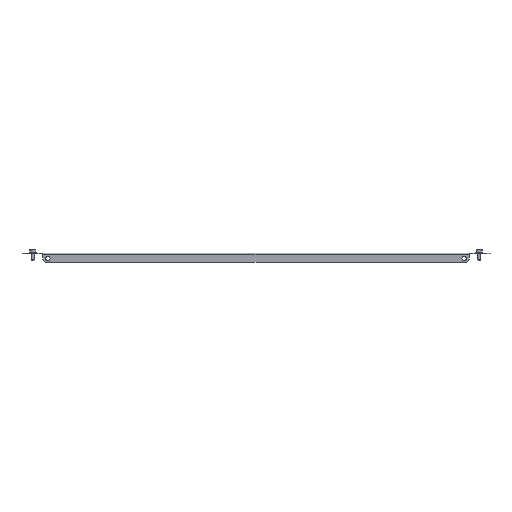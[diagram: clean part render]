
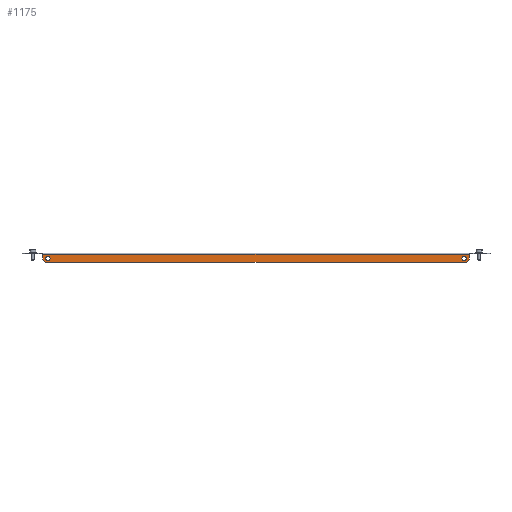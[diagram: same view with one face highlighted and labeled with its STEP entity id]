
A CAD part, front view. The second image highlights one B-rep face of the part: STEP entity #1175.
In plain terms, the highlighted planar face has unit normal (0, -1, 0).
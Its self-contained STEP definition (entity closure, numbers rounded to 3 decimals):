
#88 = DIRECTION ( 'NONE',  ( 0., 1., 0. ) ) ;
#139 = DIRECTION ( 'NONE',  ( 0., 0., 1. ) ) ;
#252 = DIRECTION ( 'NONE',  ( 0., -1., 0. ) ) ;
#287 = DIRECTION ( 'NONE',  ( 0.707, 0., -0.707 ) ) ;
#349 = VERTEX_POINT ( 'NONE', #2274 ) ;
#374 = AXIS2_PLACEMENT_3D ( 'NONE', #3537, #829, #427 ) ;
#427 = DIRECTION ( 'NONE',  ( 0., 0., 1. ) ) ;
#440 = VERTEX_POINT ( 'NONE', #3186 ) ;
#448 = CARTESIAN_POINT ( 'NONE',  ( 309.5, -24.5, -11.25 ) ) ;
#511 = CARTESIAN_POINT ( 'NONE',  ( -312.5, -24.5, -14. ) ) ;
#547 = EDGE_CURVE ( 'NONE', #4250, #2870, #2251, .T. ) ;
#732 = CIRCLE ( 'NONE', #374, 3.25 ) ;
#777 = DIRECTION ( 'NONE',  ( 1., 0., 0. ) ) ;
#794 = CARTESIAN_POINT ( 'NONE',  ( 317.5, -24.5, -9. ) ) ;
#829 = DIRECTION ( 'NONE',  ( 0., 1., 0. ) ) ;
#931 = FACE_BOUND ( 'NONE', #4453, .T. ) ;
#952 = VECTOR ( 'NONE', #3483, 1000. ) ;
#993 = EDGE_CURVE ( 'NONE', #2517, #440, #2533, .T. ) ;
#998 = VERTEX_POINT ( 'NONE', #448 ) ;
#1097 = AXIS2_PLACEMENT_3D ( 'NONE', #3345, #252, #2294 ) ;
#1132 = CARTESIAN_POINT ( 'NONE',  ( -309.5, -24.5, -8. ) ) ;
#1138 = CARTESIAN_POINT ( 'NONE',  ( 0., -24.5, -14. ) ) ;
#1155 = ORIENTED_EDGE ( 'NONE', *, *, #3650, .T. ) ;
#1170 = ORIENTED_EDGE ( 'NONE', *, *, #993, .T. ) ;
#1175 = ADVANCED_FACE ( 'NONE', ( #931, #2990, #2641 ), #4041, .T. ) ;
#1200 = DIRECTION ( 'NONE',  ( 0., 0., 1. ) ) ;
#1386 = VECTOR ( 'NONE', #287, 1000. ) ;
#1416 = CARTESIAN_POINT ( 'NONE',  ( 0., -24.5, -2. ) ) ;
#1441 = ORIENTED_EDGE ( 'NONE', *, *, #4022, .T. ) ;
#1444 = CARTESIAN_POINT ( 'NONE',  ( 317.5, -24.5, -2. ) ) ;
#1694 = VECTOR ( 'NONE', #777, 1000. ) ;
#1709 = EDGE_CURVE ( 'NONE', #2850, #3404, #2432, .T. ) ;
#1795 = DIRECTION ( 'NONE',  ( 0., 0., -1. ) ) ;
#1931 = DIRECTION ( 'NONE',  ( 0., -1., 0. ) ) ;
#1940 = EDGE_CURVE ( 'NONE', #998, #349, #3932, .T. ) ;
#2004 = EDGE_LOOP ( 'NONE', ( #3715, #1155, #2879, #3810, #1170, #2891 ) ) ;
#2078 = EDGE_CURVE ( 'NONE', #3130, #2517, #2085, .T. ) ;
#2085 = LINE ( 'NONE', #1416, #3059 ) ;
#2130 = CARTESIAN_POINT ( 'NONE',  ( -317.5, -24.5, 0. ) ) ;
#2193 = DIRECTION ( 'NONE',  ( 0., 0., 1. ) ) ;
#2251 = CIRCLE ( 'NONE', #2610, 3.25 ) ;
#2274 = CARTESIAN_POINT ( 'NONE',  ( 309.5, -24.5, -4.75 ) ) ;
#2282 = DIRECTION ( 'NONE',  ( 0., 0., 1. ) ) ;
#2294 = DIRECTION ( 'NONE',  ( 0., 0., 1. ) ) ;
#2300 = CARTESIAN_POINT ( 'NONE',  ( 0., -24.5, 0. ) ) ;
#2315 = CARTESIAN_POINT ( 'NONE',  ( 312.5, -24.5, -14. ) ) ;
#2329 = ORIENTED_EDGE ( 'NONE', *, *, #1940, .F. ) ;
#2392 = AXIS2_PLACEMENT_3D ( 'NONE', #3699, #1931, #139 ) ;
#2427 = LINE ( 'NONE', #3892, #952 ) ;
#2432 = LINE ( 'NONE', #1138, #1694 ) ;
#2444 = DIRECTION ( 'NONE',  ( -1., 0., 0. ) ) ;
#2517 = VERTEX_POINT ( 'NONE', #3428 ) ;
#2533 = LINE ( 'NONE', #2130, #3213 ) ;
#2610 = AXIS2_PLACEMENT_3D ( 'NONE', #1132, #88, #1200 ) ;
#2617 = AXIS2_PLACEMENT_3D ( 'NONE', #2300, #3691, #2282 ) ;
#2628 = LINE ( 'NONE', #2997, #1386 ) ;
#2641 = FACE_OUTER_BOUND ( 'NONE', #2004, .T. ) ;
#2850 = VERTEX_POINT ( 'NONE', #511 ) ;
#2870 = VERTEX_POINT ( 'NONE', #4324 ) ;
#2879 = ORIENTED_EDGE ( 'NONE', *, *, #4399, .T. ) ;
#2891 = ORIENTED_EDGE ( 'NONE', *, *, #3956, .T. ) ;
#2990 = FACE_BOUND ( 'NONE', #4486, .T. ) ;
#2997 = CARTESIAN_POINT ( 'NONE',  ( -163.25, -24.5, -163.25 ) ) ;
#3002 = ORIENTED_EDGE ( 'NONE', *, *, #3391, .F. ) ;
#3059 = VECTOR ( 'NONE', #2444, 1000. ) ;
#3130 = VERTEX_POINT ( 'NONE', #1444 ) ;
#3186 = CARTESIAN_POINT ( 'NONE',  ( -317.5, -24.5, -9. ) ) ;
#3198 = LINE ( 'NONE', #3516, #3852 ) ;
#3213 = VECTOR ( 'NONE', #1795, 1000. ) ;
#3345 = CARTESIAN_POINT ( 'NONE',  ( 309.5, -24.5, -8. ) ) ;
#3391 = EDGE_CURVE ( 'NONE', #349, #998, #3557, .T. ) ;
#3404 = VERTEX_POINT ( 'NONE', #2315 ) ;
#3428 = CARTESIAN_POINT ( 'NONE',  ( -317.5, -24.5, -2. ) ) ;
#3483 = DIRECTION ( 'NONE',  ( 0.707, 0., 0.707 ) ) ;
#3516 = CARTESIAN_POINT ( 'NONE',  ( 317.5, -24.5, 0. ) ) ;
#3537 = CARTESIAN_POINT ( 'NONE',  ( -309.5, -24.5, -8. ) ) ;
#3557 = CIRCLE ( 'NONE', #1097, 3.25 ) ;
#3560 = VERTEX_POINT ( 'NONE', #794 ) ;
#3650 = EDGE_CURVE ( 'NONE', #3404, #3560, #2427, .T. ) ;
#3679 = ORIENTED_EDGE ( 'NONE', *, *, #547, .T. ) ;
#3691 = DIRECTION ( 'NONE',  ( 0., -1., 0. ) ) ;
#3699 = CARTESIAN_POINT ( 'NONE',  ( 309.5, -24.5, -8. ) ) ;
#3715 = ORIENTED_EDGE ( 'NONE', *, *, #1709, .T. ) ;
#3810 = ORIENTED_EDGE ( 'NONE', *, *, #2078, .T. ) ;
#3852 = VECTOR ( 'NONE', #2193, 1000. ) ;
#3892 = CARTESIAN_POINT ( 'NONE',  ( 163.25, -24.5, -163.25 ) ) ;
#3932 = CIRCLE ( 'NONE', #2392, 3.25 ) ;
#3956 = EDGE_CURVE ( 'NONE', #440, #2850, #2628, .T. ) ;
#4022 = EDGE_CURVE ( 'NONE', #2870, #4250, #732, .T. ) ;
#4041 = PLANE ( 'NONE',  #2617 ) ;
#4250 = VERTEX_POINT ( 'NONE', #4480 ) ;
#4324 = CARTESIAN_POINT ( 'NONE',  ( -309.5, -24.5, -11.25 ) ) ;
#4399 = EDGE_CURVE ( 'NONE', #3560, #3130, #3198, .T. ) ;
#4453 = EDGE_LOOP ( 'NONE', ( #3002, #2329 ) ) ;
#4480 = CARTESIAN_POINT ( 'NONE',  ( -309.5, -24.5, -4.75 ) ) ;
#4486 = EDGE_LOOP ( 'NONE', ( #3679, #1441 ) ) ;
